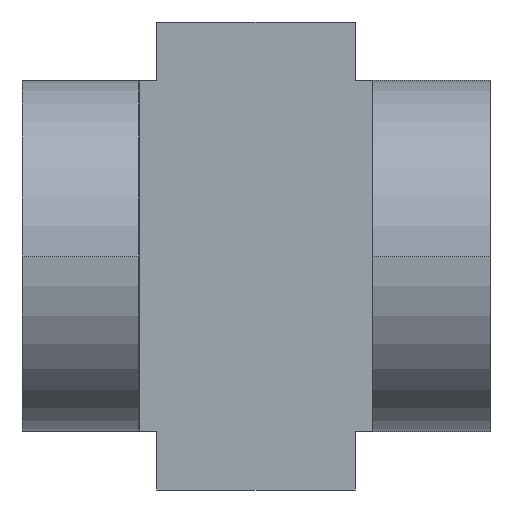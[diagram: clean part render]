
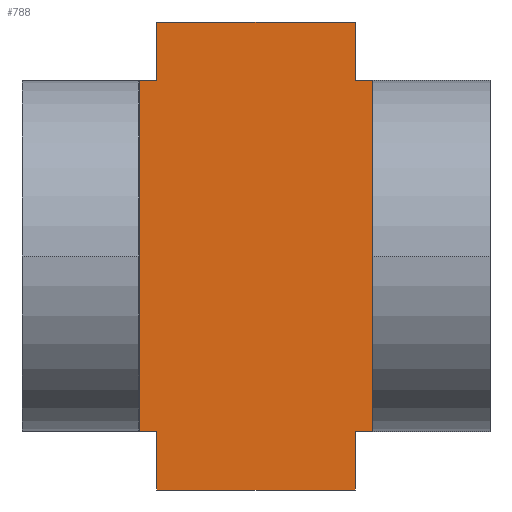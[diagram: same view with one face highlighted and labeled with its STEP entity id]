
A CAD part, left-side view. The second image highlights one B-rep face of the part: STEP entity #788.
In plain terms, the highlighted planar face has unit normal (-1, 0, 0).
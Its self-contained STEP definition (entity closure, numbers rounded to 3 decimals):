
#8 = VECTOR ( 'NONE', #438, 1000. ) ;
#31 = DIRECTION ( 'NONE',  ( 0., 1., 0. ) ) ;
#36 = CARTESIAN_POINT ( 'NONE',  ( -30., 20., 30. ) ) ;
#57 = LINE ( 'NONE', #263, #688 ) ;
#62 = DIRECTION ( 'NONE',  ( 0., 1., 0. ) ) ;
#92 = DIRECTION ( 'NONE',  ( 0., 0., 1. ) ) ;
#94 = VECTOR ( 'NONE', #1032, 1000. ) ;
#95 = LINE ( 'NONE', #537, #194 ) ;
#96 = EDGE_CURVE ( 'NONE', #989, #484, #358, .T. ) ;
#141 = EDGE_CURVE ( 'NONE', #236, #452, #57, .T. ) ;
#150 = VERTEX_POINT ( 'NONE', #1058 ) ;
#161 = AXIS2_PLACEMENT_3D ( 'NONE', #945, #859, #670 ) ;
#166 = EDGE_CURVE ( 'NONE', #814, #737, #95, .T. ) ;
#191 = LINE ( 'NONE', #843, #970 ) ;
#192 = VERTEX_POINT ( 'NONE', #877 ) ;
#194 = VECTOR ( 'NONE', #92, 1000. ) ;
#209 = DIRECTION ( 'NONE',  ( 0., 1., 0. ) ) ;
#218 = DIRECTION ( 'NONE',  ( 0., 1., 0. ) ) ;
#236 = VERTEX_POINT ( 'NONE', #1077 ) ;
#246 = VECTOR ( 'NONE', #978, 1000. ) ;
#252 = EDGE_CURVE ( 'NONE', #1053, #737, #620, .T. ) ;
#263 = CARTESIAN_POINT ( 'NONE',  ( -30., 23., -40. ) ) ;
#266 = VECTOR ( 'NONE', #218, 1000. ) ;
#320 = ORIENTED_EDGE ( 'NONE', *, *, #349, .F. ) ;
#323 = EDGE_CURVE ( 'NONE', #856, #150, #742, .T. ) ;
#349 = EDGE_CURVE ( 'NONE', #373, #192, #191, .T. ) ;
#358 = LINE ( 'NONE', #535, #246 ) ;
#373 = VERTEX_POINT ( 'NONE', #789 ) ;
#392 = CARTESIAN_POINT ( 'NONE',  ( -30., 20., -30. ) ) ;
#395 = VECTOR ( 'NONE', #31, 1000. ) ;
#418 = PLANE ( 'NONE',  #161 ) ;
#438 = DIRECTION ( 'NONE',  ( 0., 0., -1. ) ) ;
#452 = VERTEX_POINT ( 'NONE', #1057 ) ;
#467 = CARTESIAN_POINT ( 'NONE',  ( -30., 20., -30. ) ) ;
#484 = VERTEX_POINT ( 'NONE', #630 ) ;
#495 = LINE ( 'NONE', #661, #8 ) ;
#520 = CARTESIAN_POINT ( 'NONE',  ( -30., 57., 40. ) ) ;
#524 = LINE ( 'NONE', #467, #395 ) ;
#535 = CARTESIAN_POINT ( 'NONE',  ( -30., 57., -40. ) ) ;
#537 = CARTESIAN_POINT ( 'NONE',  ( -30., 60., -30. ) ) ;
#573 = EDGE_CURVE ( 'NONE', #856, #452, #524, .T. ) ;
#582 = ORIENTED_EDGE ( 'NONE', *, *, #598, .T. ) ;
#591 = EDGE_CURVE ( 'NONE', #236, #989, #834, .T. ) ;
#594 = CARTESIAN_POINT ( 'NONE',  ( -30., 60., -30. ) ) ;
#598 = EDGE_CURVE ( 'NONE', #373, #886, #936, .T. ) ;
#616 = DIRECTION ( 'NONE',  ( 0., 1., 0. ) ) ;
#620 = LINE ( 'NONE', #36, #733 ) ;
#623 = ORIENTED_EDGE ( 'NONE', *, *, #591, .F. ) ;
#624 = CARTESIAN_POINT ( 'NONE',  ( -30., 20., 30. ) ) ;
#630 = CARTESIAN_POINT ( 'NONE',  ( -30., 57., -30. ) ) ;
#660 = ORIENTED_EDGE ( 'NONE', *, *, #323, .T. ) ;
#661 = CARTESIAN_POINT ( 'NONE',  ( -30., 57., 40. ) ) ;
#670 = DIRECTION ( 'NONE',  ( 0., 0., -1. ) ) ;
#688 = VECTOR ( 'NONE', #892, 1000. ) ;
#698 = CARTESIAN_POINT ( 'NONE',  ( -30., 20., -30. ) ) ;
#713 = VECTOR ( 'NONE', #1080, 1000. ) ;
#716 = ORIENTED_EDGE ( 'NONE', *, *, #866, .T. ) ;
#722 = CARTESIAN_POINT ( 'NONE',  ( -30., 23., 40. ) ) ;
#723 = ORIENTED_EDGE ( 'NONE', *, *, #573, .F. ) ;
#732 = CARTESIAN_POINT ( 'NONE',  ( -30., 57., -40. ) ) ;
#733 = VECTOR ( 'NONE', #209, 1000. ) ;
#737 = VERTEX_POINT ( 'NONE', #1017 ) ;
#740 = LINE ( 'NONE', #698, #897 ) ;
#742 = LINE ( 'NONE', #392, #94 ) ;
#747 = ORIENTED_EDGE ( 'NONE', *, *, #1114, .F. ) ;
#788 = ADVANCED_FACE ( 'NONE', ( #968 ), #418, .F. ) ;
#789 = CARTESIAN_POINT ( 'NONE',  ( -30., 23., 40. ) ) ;
#803 = EDGE_LOOP ( 'NONE', ( #660, #919, #320, #582, #716, #1001, #930, #747, #826, #623, #954, #723 ) ) ;
#814 = VERTEX_POINT ( 'NONE', #594 ) ;
#823 = LINE ( 'NONE', #624, #713 ) ;
#826 = ORIENTED_EDGE ( 'NONE', *, *, #96, .F. ) ;
#834 = LINE ( 'NONE', #732, #266 ) ;
#843 = CARTESIAN_POINT ( 'NONE',  ( -30., 23., 40. ) ) ;
#856 = VERTEX_POINT ( 'NONE', #1115 ) ;
#859 = DIRECTION ( 'NONE',  ( 1., 0., 0. ) ) ;
#861 = CARTESIAN_POINT ( 'NONE',  ( -30., 57., -40. ) ) ;
#866 = EDGE_CURVE ( 'NONE', #886, #1053, #495, .T. ) ;
#877 = CARTESIAN_POINT ( 'NONE',  ( -30., 23., 30. ) ) ;
#886 = VERTEX_POINT ( 'NONE', #520 ) ;
#892 = DIRECTION ( 'NONE',  ( 0., 0., 1. ) ) ;
#897 = VECTOR ( 'NONE', #616, 1000. ) ;
#919 = ORIENTED_EDGE ( 'NONE', *, *, #1107, .T. ) ;
#930 = ORIENTED_EDGE ( 'NONE', *, *, #166, .F. ) ;
#933 = DIRECTION ( 'NONE',  ( 0., 0., -1. ) ) ;
#936 = LINE ( 'NONE', #722, #1134 ) ;
#945 = CARTESIAN_POINT ( 'NONE',  ( -30., 20., -30. ) ) ;
#954 = ORIENTED_EDGE ( 'NONE', *, *, #141, .T. ) ;
#960 = CARTESIAN_POINT ( 'NONE',  ( -30., 57., 30. ) ) ;
#968 = FACE_OUTER_BOUND ( 'NONE', #803, .T. ) ;
#970 = VECTOR ( 'NONE', #933, 1000. ) ;
#978 = DIRECTION ( 'NONE',  ( 0., 0., 1. ) ) ;
#989 = VERTEX_POINT ( 'NONE', #861 ) ;
#1001 = ORIENTED_EDGE ( 'NONE', *, *, #252, .T. ) ;
#1017 = CARTESIAN_POINT ( 'NONE',  ( -30., 60., 30. ) ) ;
#1032 = DIRECTION ( 'NONE',  ( 0., 0., 1. ) ) ;
#1053 = VERTEX_POINT ( 'NONE', #960 ) ;
#1057 = CARTESIAN_POINT ( 'NONE',  ( -30., 23., -30. ) ) ;
#1058 = CARTESIAN_POINT ( 'NONE',  ( -30., 20., 30. ) ) ;
#1077 = CARTESIAN_POINT ( 'NONE',  ( -30., 23., -40. ) ) ;
#1080 = DIRECTION ( 'NONE',  ( 0., 1., 0. ) ) ;
#1107 = EDGE_CURVE ( 'NONE', #150, #192, #823, .T. ) ;
#1114 = EDGE_CURVE ( 'NONE', #484, #814, #740, .T. ) ;
#1115 = CARTESIAN_POINT ( 'NONE',  ( -30., 20., -30. ) ) ;
#1134 = VECTOR ( 'NONE', #62, 1000. ) ;
